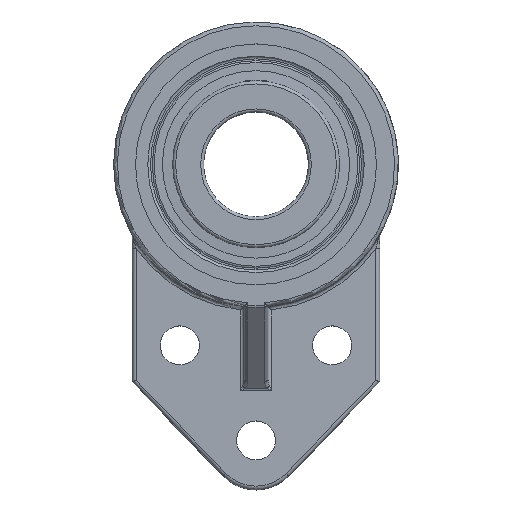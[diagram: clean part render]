
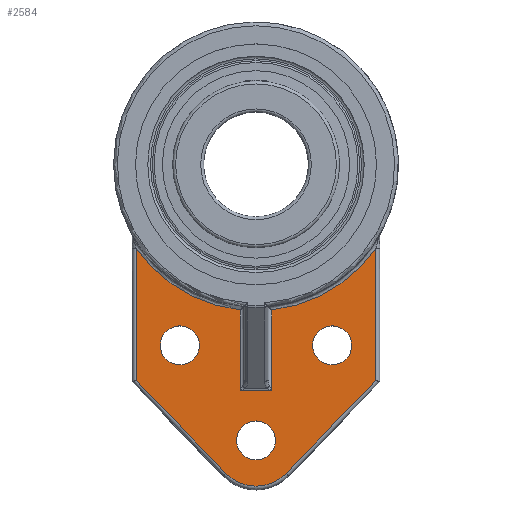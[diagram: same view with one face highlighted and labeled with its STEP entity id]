
A CAD part, top view. The second image highlights one B-rep face of the part: STEP entity #2584.
In plain terms, the highlighted planar face has unit normal (0, 0, 1).
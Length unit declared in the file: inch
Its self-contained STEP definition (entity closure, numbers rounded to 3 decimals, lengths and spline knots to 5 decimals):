
#1023=CARTESIAN_POINT('',(-0.20748,-2.97091,0.5315));
#1024=VERTEX_POINT('',#1023);
#1494=CARTESIAN_POINT('',(0.20748,-2.97091,0.5315));
#1495=VERTEX_POINT('',#1494);
#1679=CARTESIAN_POINT('',(-0.12943,-2.97091,0.5315));
#1680=DIRECTION('',(1.,0.,-0.));
#1681=VECTOR('',#1680,0.16337);
#1682=LINE('',#1679,#1681);
#1683=EDGE_CURVE('',#1024,#1495,#1682,.T.);
#1696=CARTESIAN_POINT('',(0.20748,-1.90884,0.5315));
#1697=VERTEX_POINT('',#1696);
#1698=CARTESIAN_POINT('',(0.20748,-2.16136,0.5315));
#1699=DIRECTION('',(-0.,1.,0.));
#1700=VECTOR('',#1699,0.41814);
#1701=LINE('',#1698,#1700);
#1702=EDGE_CURVE('',#1495,#1697,#1701,.T.);
#1733=CARTESIAN_POINT('',(-0.20748,-1.90884,0.5315));
#1734=VERTEX_POINT('',#1733);
#1752=CARTESIAN_POINT('',(-0.20748,-1.74322,0.5315));
#1753=DIRECTION('',(0.,-1.,0.));
#1754=VECTOR('',#1753,0.41814);
#1755=LINE('',#1752,#1754);
#1756=EDGE_CURVE('',#1734,#1024,#1755,.T.);
#1769=CARTESIAN_POINT('',(1.57402,-1.09963,0.5315));
#1770=VERTEX_POINT('',#1769);
#1778=CARTESIAN_POINT('',(1.57402,-2.83347,0.5315));
#1779=VERTEX_POINT('',#1778);
#1780=CARTESIAN_POINT('',(1.57402,-1.35439,0.5315));
#1781=DIRECTION('',(0.,-1.,0.));
#1782=VECTOR('',#1781,0.68262);
#1783=LINE('',#1780,#1782);
#1784=EDGE_CURVE('',#1770,#1779,#1783,.T.);
#2089=CARTESIAN_POINT('',(-0.39564,-4.05372,0.5315));
#2090=VERTEX_POINT('',#2089);
#2098=CARTESIAN_POINT('',(-1.57402,-2.83347,0.5315));
#2099=VERTEX_POINT('',#2098);
#2100=CARTESIAN_POINT('',(-0.95849,-3.47087,0.5315));
#2101=DIRECTION('',(-0.695,0.719,0.));
#2102=VECTOR('',#2101,0.66785);
#2103=LINE('',#2100,#2102);
#2104=EDGE_CURVE('',#2090,#2099,#2103,.T.);
#2129=CARTESIAN_POINT('',(-1.57402,-1.09963,0.5315));
#2130=VERTEX_POINT('',#2129);
#2147=CARTESIAN_POINT('',(-1.57402,-2.037,0.5315));
#2148=DIRECTION('',(0.,1.,0.));
#2149=VECTOR('',#2148,0.68262);
#2150=LINE('',#2147,#2149);
#2151=EDGE_CURVE('',#2099,#2130,#2150,.T.);
#2423=CARTESIAN_POINT('',(0.39564,-4.05372,0.5315));
#2424=VERTEX_POINT('',#2423);
#2432=CARTESIAN_POINT('',(0.,-3.67165,0.5315));
#2433=DIRECTION('',(0.,0.,-1.));
#2434=DIRECTION('',(0.,-1.,0.));
#2435=AXIS2_PLACEMENT_3D('',#2432,#2433,#2434);
#2436=CIRCLE('',#2435,0.55);
#2437=EDGE_CURVE('',#2424,#2090,#2436,.T.);
#2455=CARTESIAN_POINT('',(1.42242,-2.99046,0.5315));
#2456=DIRECTION('',(-0.695,-0.719,0.));
#2457=VECTOR('',#2456,0.66785);
#2458=LINE('',#2455,#2457);
#2459=EDGE_CURVE('',#1779,#2424,#2458,.T.);
#2510=CARTESIAN_POINT('',(0.,0.,0.5315));
#2511=DIRECTION('',(0.,0.,1.));
#2512=DIRECTION('',(0.538,-0.843,0.));
#2513=AXIS2_PLACEMENT_3D('',#2510,#2511,#2512);
#2514=CIRCLE('',#2513,1.92008);
#2515=EDGE_CURVE('',#1697,#1770,#2514,.T.);
#2528=CARTESIAN_POINT('',(-0.,-1.14918,0.5315));
#2529=DIRECTION('',(0.,0.,1.));
#2530=DIRECTION('',(1.,0.,0.));
#2531=AXIS2_PLACEMENT_3D('',#2528,#2529,#2530);
#2532=PLANE('',#2531);
#2533=CARTESIAN_POINT('',(0.74409,-2.37402,0.5315));
#2534=VERTEX_POINT('',#2533);
#2535=CARTESIAN_POINT('',(1.,-2.37402,0.5315));
#2536=DIRECTION('',(0.,0.,-1.));
#2537=DIRECTION('',(1.,0.,0.));
#2538=AXIS2_PLACEMENT_3D('',#2535,#2536,#2537);
#2539=CIRCLE('',#2538,0.25591);
#2540=EDGE_CURVE('',#2534,#2534,#2539,.T.);
#2541=ORIENTED_EDGE('',*,*,#2540,.T.);
#2542=EDGE_LOOP('',(#2541));
#2543=FACE_BOUND('',#2542,.T.);
#2544=CARTESIAN_POINT('',(-0.25591,-3.62205,0.5315));
#2545=VERTEX_POINT('',#2544);
#2546=CARTESIAN_POINT('',(0.,-3.62205,0.5315));
#2547=DIRECTION('',(0.,0.,-1.));
#2548=DIRECTION('',(1.,0.,0.));
#2549=AXIS2_PLACEMENT_3D('',#2546,#2547,#2548);
#2550=CIRCLE('',#2549,0.25591);
#2551=EDGE_CURVE('',#2545,#2545,#2550,.T.);
#2552=ORIENTED_EDGE('',*,*,#2551,.T.);
#2553=EDGE_LOOP('',(#2552));
#2554=FACE_BOUND('',#2553,.T.);
#2555=CARTESIAN_POINT('',(-1.25591,-2.37402,0.5315));
#2556=VERTEX_POINT('',#2555);
#2557=CARTESIAN_POINT('',(-1.,-2.37402,0.5315));
#2558=DIRECTION('',(0.,0.,-1.));
#2559=DIRECTION('',(1.,0.,0.));
#2560=AXIS2_PLACEMENT_3D('',#2557,#2558,#2559);
#2561=CIRCLE('',#2560,0.25591);
#2562=EDGE_CURVE('',#2556,#2556,#2561,.T.);
#2563=ORIENTED_EDGE('',*,*,#2562,.T.);
#2564=EDGE_LOOP('',(#2563));
#2565=FACE_BOUND('',#2564,.T.);
#2566=ORIENTED_EDGE('',*,*,#1702,.F.);
#2567=ORIENTED_EDGE('',*,*,#1683,.F.);
#2568=ORIENTED_EDGE('',*,*,#1756,.F.);
#2569=CARTESIAN_POINT('',(0.,0.,0.5315));
#2570=DIRECTION('',(0.,0.,1.));
#2571=DIRECTION('',(-0.538,-0.843,0.));
#2572=AXIS2_PLACEMENT_3D('',#2569,#2570,#2571);
#2573=CIRCLE('',#2572,1.92008);
#2574=EDGE_CURVE('',#2130,#1734,#2573,.T.);
#2575=ORIENTED_EDGE('',*,*,#2574,.F.);
#2576=ORIENTED_EDGE('',*,*,#2151,.F.);
#2577=ORIENTED_EDGE('',*,*,#2104,.F.);
#2578=ORIENTED_EDGE('',*,*,#2437,.F.);
#2579=ORIENTED_EDGE('',*,*,#2459,.F.);
#2580=ORIENTED_EDGE('',*,*,#1784,.F.);
#2581=ORIENTED_EDGE('',*,*,#2515,.F.);
#2582=EDGE_LOOP('',(#2566,#2567,#2568,#2575,#2576,#2577,#2578,#2579,#2580,#2581));
#2583=FACE_BOUND('',#2582,.T.);
#2584=ADVANCED_FACE('',(#2543,#2554,#2565,#2583),#2532,.T.);
